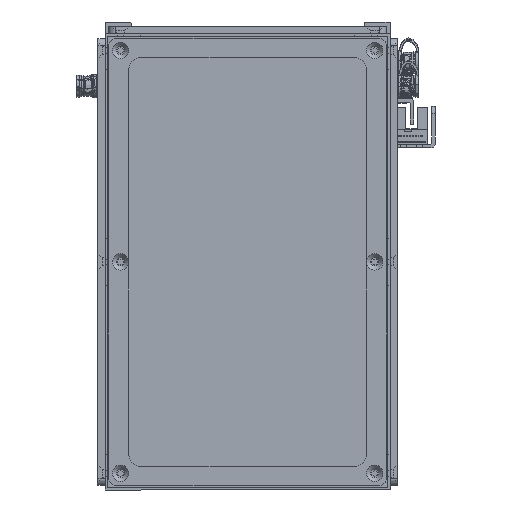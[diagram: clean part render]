
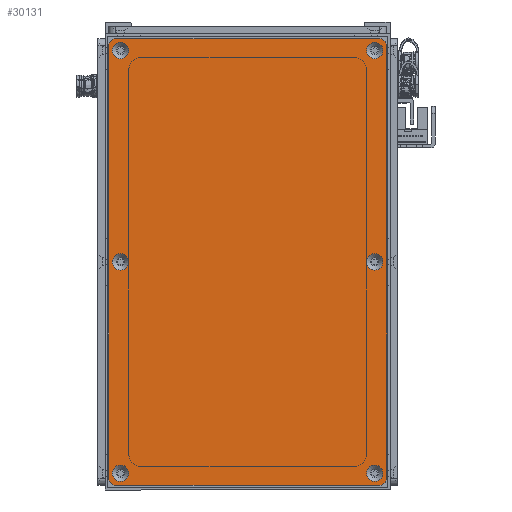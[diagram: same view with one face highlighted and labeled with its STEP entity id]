
A CAD part, front view. The second image highlights one B-rep face of the part: STEP entity #30131.
In plain terms, the highlighted planar face has unit normal (0, -1, 0).
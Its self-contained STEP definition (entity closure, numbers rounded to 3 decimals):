
#2556=FACE_BOUND('',#7198,.T.);
#2557=FACE_BOUND('',#7199,.T.);
#2558=FACE_BOUND('',#7200,.T.);
#2559=FACE_BOUND('',#7201,.T.);
#2560=FACE_BOUND('',#7202,.T.);
#2561=FACE_BOUND('',#7203,.T.);
#3780=CIRCLE('',#33215,3.45);
#3783=CIRCLE('',#33220,3.45);
#3786=CIRCLE('',#33225,3.45);
#3789=CIRCLE('',#33230,3.45);
#3792=CIRCLE('',#33235,3.45);
#3795=CIRCLE('',#33240,3.45);
#3798=CIRCLE('',#33245,3.);
#3800=CIRCLE('',#33248,3.);
#3801=CIRCLE('',#33249,3.);
#3802=CIRCLE('',#33250,3.);
#5305=FACE_OUTER_BOUND('',#7197,.T.);
#7197=EDGE_LOOP('',(#26941,#26942,#26943,#26944,#26945,#26946,#26947,#26948));
#7198=EDGE_LOOP('',(#26949));
#7199=EDGE_LOOP('',(#26950));
#7200=EDGE_LOOP('',(#26951));
#7201=EDGE_LOOP('',(#26952));
#7202=EDGE_LOOP('',(#26953));
#7203=EDGE_LOOP('',(#26954));
#9672=LINE('',#53106,#12141);
#9673=LINE('',#53110,#12142);
#9674=LINE('',#53114,#12143);
#9675=LINE('',#53117,#12144);
#12141=VECTOR('',#40995,10.);
#12142=VECTOR('',#40998,10.);
#12143=VECTOR('',#41001,10.);
#12144=VECTOR('',#41004,10.);
#14892=VERTEX_POINT('',#53036);
#14895=VERTEX_POINT('',#53046);
#14898=VERTEX_POINT('',#53056);
#14901=VERTEX_POINT('',#53066);
#14904=VERTEX_POINT('',#53076);
#14907=VERTEX_POINT('',#53086);
#14910=VERTEX_POINT('',#53096);
#14911=VERTEX_POINT('',#53097);
#14914=VERTEX_POINT('',#53105);
#14915=VERTEX_POINT('',#53107);
#14916=VERTEX_POINT('',#53109);
#14917=VERTEX_POINT('',#53111);
#14918=VERTEX_POINT('',#53113);
#14919=VERTEX_POINT('',#53115);
#18959=EDGE_CURVE('',#14892,#14892,#3780,.T.);
#18964=EDGE_CURVE('',#14895,#14895,#3783,.T.);
#18969=EDGE_CURVE('',#14898,#14898,#3786,.T.);
#18974=EDGE_CURVE('',#14901,#14901,#3789,.T.);
#18979=EDGE_CURVE('',#14904,#14904,#3792,.T.);
#18984=EDGE_CURVE('',#14907,#14907,#3795,.T.);
#18989=EDGE_CURVE('',#14910,#14911,#3798,.T.);
#18993=EDGE_CURVE('',#14910,#14914,#9672,.T.);
#18994=EDGE_CURVE('',#14915,#14914,#3800,.T.);
#18995=EDGE_CURVE('',#14915,#14916,#9673,.T.);
#18996=EDGE_CURVE('',#14917,#14916,#3801,.T.);
#18997=EDGE_CURVE('',#14917,#14918,#9674,.T.);
#18998=EDGE_CURVE('',#14919,#14918,#3802,.T.);
#18999=EDGE_CURVE('',#14919,#14911,#9675,.T.);
#26941=ORIENTED_EDGE('',*,*,#18989,.F.);
#26942=ORIENTED_EDGE('',*,*,#18993,.T.);
#26943=ORIENTED_EDGE('',*,*,#18994,.F.);
#26944=ORIENTED_EDGE('',*,*,#18995,.T.);
#26945=ORIENTED_EDGE('',*,*,#18996,.F.);
#26946=ORIENTED_EDGE('',*,*,#18997,.T.);
#26947=ORIENTED_EDGE('',*,*,#18998,.F.);
#26948=ORIENTED_EDGE('',*,*,#18999,.T.);
#26949=ORIENTED_EDGE('',*,*,#18959,.T.);
#26950=ORIENTED_EDGE('',*,*,#18964,.T.);
#26951=ORIENTED_EDGE('',*,*,#18969,.T.);
#26952=ORIENTED_EDGE('',*,*,#18974,.T.);
#26953=ORIENTED_EDGE('',*,*,#18979,.T.);
#26954=ORIENTED_EDGE('',*,*,#18984,.T.);
#28756=PLANE('',#33247);
#30131=ADVANCED_FACE('',(#5305,#2556,#2557,#2558,#2559,#2560,#2561),#28756,
 .T.);
#33215=AXIS2_PLACEMENT_3D('',#53037,#40915,#40916);
#33220=AXIS2_PLACEMENT_3D('',#53047,#40927,#40928);
#33225=AXIS2_PLACEMENT_3D('',#53057,#40939,#40940);
#33230=AXIS2_PLACEMENT_3D('',#53067,#40951,#40952);
#33235=AXIS2_PLACEMENT_3D('',#53077,#40963,#40964);
#33240=AXIS2_PLACEMENT_3D('',#53087,#40975,#40976);
#33245=AXIS2_PLACEMENT_3D('',#53098,#40987,#40988);
#33247=AXIS2_PLACEMENT_3D('',#53104,#40993,#40994);
#33248=AXIS2_PLACEMENT_3D('',#53108,#40996,#40997);
#33249=AXIS2_PLACEMENT_3D('',#53112,#40999,#41000);
#33250=AXIS2_PLACEMENT_3D('',#53116,#41002,#41003);
#40915=DIRECTION('center_axis',(0.,1.,0.));
#40916=DIRECTION('ref_axis',(1.,0.,0.));
#40927=DIRECTION('center_axis',(0.,1.,0.));
#40928=DIRECTION('ref_axis',(1.,0.,0.));
#40939=DIRECTION('center_axis',(0.,1.,0.));
#40940=DIRECTION('ref_axis',(1.,0.,0.));
#40951=DIRECTION('center_axis',(0.,1.,0.));
#40952=DIRECTION('ref_axis',(1.,0.,0.));
#40963=DIRECTION('center_axis',(0.,1.,0.));
#40964=DIRECTION('ref_axis',(1.,0.,0.));
#40975=DIRECTION('center_axis',(0.,1.,0.));
#40976=DIRECTION('ref_axis',(1.,0.,0.));
#40987=DIRECTION('center_axis',(0.,1.,0.));
#40988=DIRECTION('ref_axis',(-0.707,0.,0.707));
#40993=DIRECTION('center_axis',(0.,-1.,0.));
#40994=DIRECTION('ref_axis',(0.,0.,-1.));
#40995=DIRECTION('',(0.,0.,-1.));
#40996=DIRECTION('center_axis',(0.,1.,0.));
#40997=DIRECTION('ref_axis',(-0.707,0.,-0.707));
#40998=DIRECTION('',(1.,0.,0.));
#40999=DIRECTION('center_axis',(0.,1.,0.));
#41000=DIRECTION('ref_axis',(0.707,0.,-0.707));
#41001=DIRECTION('',(0.,0.,1.));
#41002=DIRECTION('center_axis',(0.,1.,0.));
#41003=DIRECTION('ref_axis',(0.707,0.,0.707));
#41004=DIRECTION('',(-1.,0.,0.));
#53036=CARTESIAN_POINT('',(85.55,-1.5,53.5));
#53037=CARTESIAN_POINT('Origin',(89.,-1.5,53.5));
#53046=CARTESIAN_POINT('',(-3.45,-1.5,-53.5));
#53047=CARTESIAN_POINT('Origin',(0.,-1.5,-53.5));
#53056=CARTESIAN_POINT('',(-92.45,-1.5,53.5));
#53057=CARTESIAN_POINT('Origin',(-89.,-1.5,53.5));
#53066=CARTESIAN_POINT('',(-92.45,-1.5,-53.5));
#53067=CARTESIAN_POINT('Origin',(-89.,-1.5,-53.5));
#53076=CARTESIAN_POINT('',(-3.45,-1.5,53.5));
#53077=CARTESIAN_POINT('Origin',(0.,-1.5,53.5));
#53086=CARTESIAN_POINT('',(85.55,-1.5,-53.5));
#53087=CARTESIAN_POINT('Origin',(89.,-1.5,-53.5));
#53096=CARTESIAN_POINT('',(-94.,-1.5,55.5));
#53097=CARTESIAN_POINT('',(-91.,-1.5,58.5));
#53098=CARTESIAN_POINT('Origin',(-91.,-1.5,55.5));
#53104=CARTESIAN_POINT('Origin',(0.,-1.5,0.));
#53105=CARTESIAN_POINT('',(-94.,-1.5,-55.5));
#53106=CARTESIAN_POINT('',(-94.,-1.5,58.5));
#53107=CARTESIAN_POINT('',(-91.,-1.5,-58.5));
#53108=CARTESIAN_POINT('Origin',(-91.,-1.5,-55.5));
#53109=CARTESIAN_POINT('',(91.,-1.5,-58.5));
#53110=CARTESIAN_POINT('',(-94.,-1.5,-58.5));
#53111=CARTESIAN_POINT('',(94.,-1.5,-55.5));
#53112=CARTESIAN_POINT('Origin',(91.,-1.5,-55.5));
#53113=CARTESIAN_POINT('',(94.,-1.5,55.5));
#53114=CARTESIAN_POINT('',(94.,-1.5,-58.5));
#53115=CARTESIAN_POINT('',(91.,-1.5,58.5));
#53116=CARTESIAN_POINT('Origin',(91.,-1.5,55.5));
#53117=CARTESIAN_POINT('',(94.,-1.5,58.5));
